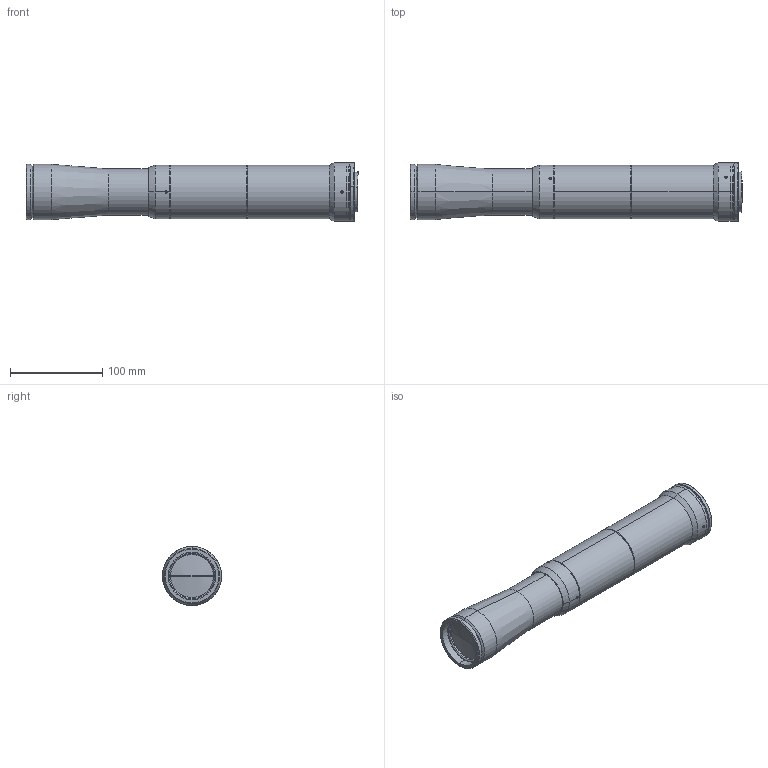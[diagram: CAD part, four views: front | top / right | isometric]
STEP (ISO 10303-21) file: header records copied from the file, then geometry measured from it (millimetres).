
FILE_DESCRIPTION (( 'STEP AP203' ), '1' );
FILE_NAME ('DP33134-A_TCSE16M028VISNIR-F.step', '2023-08-03T07:42:36', ( '' ), ( '' ), 'SwSTEP 2.0', 'SolidWorks 2021', '' );
FILE_SCHEMA (( 'CONFIG_CONTROL_DESIGN' ));
Length unit declared in the file: millimetre
Products named in the file (1): DP33134-A_TCSE16M028VISNIR-F
Bounding box: 360.4 x 64 x 64 mm (x, y, z)
Surface area: 89289.1 mm2 (no closed solid volume)
Topology: 0 solids, 17 shells, 143 faces, 410 edges, 278 vertices
Faces by surface type: cylinder 61, plane 42, cone 38, sphere 2
Entity records: 5208 total; most frequent: CARTESIAN_POINT 1378, DIRECTION 837, ORIENTED_EDGE 670, EDGE_CURVE 410, AXIS2_PLACEMENT_3D 323, VERTEX_POINT 278, LINE 191, VECTOR 191
